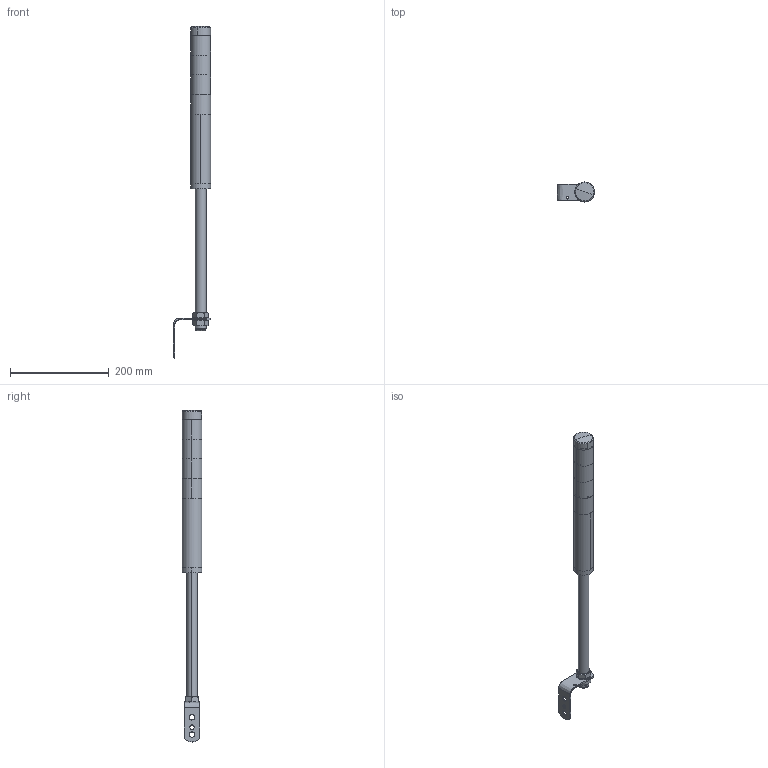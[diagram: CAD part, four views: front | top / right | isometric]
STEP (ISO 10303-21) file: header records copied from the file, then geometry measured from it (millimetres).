
FILE_DESCRIPTION (( 'STEP AP214' ), '1' );
FILE_NAME ('LR4-4M2LJNW-RYGB.step', '2018-07-03T11:52:55', ( '' ), ( '' ), 'SwSTEP 2.0', 'SolidWorks 2017', '' );
FILE_SCHEMA (( 'AUTOMOTIVE_DESIGN' ));
Length unit declared in the file: inch
Products named in the file (1): LR4-4M2LJNW-RYGB
Bounding box: 75 x 40 x 671.98 mm (x, y, z)
Volume: 478260.2 mm3; surface area: 130768 mm2
Topology: 13 solids, 13 shells, 179 faces, 374 edges, 247 vertices
Faces by surface type: cylinder 99, plane 64, bspline 10, cone 4, sphere 2
Entity records: 9393 total; most frequent: CARTESIAN_POINT 2899, DIRECTION 890, ORIENTED_EDGE 748, AXIS2_PLACEMENT_3D 378, EDGE_CURVE 374, VERTEX_POINT 247, EDGE_LOOP 231, CIRCLE 208
